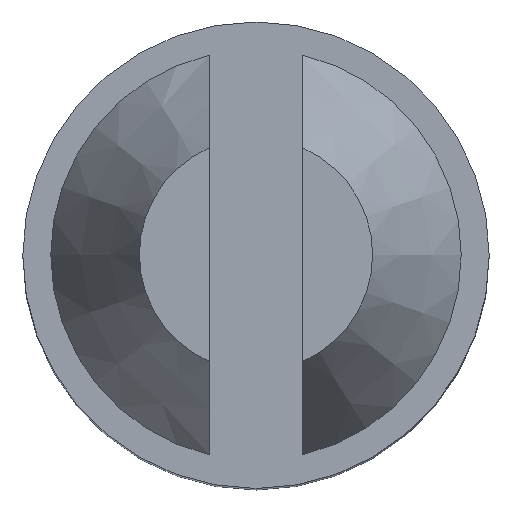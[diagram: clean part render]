
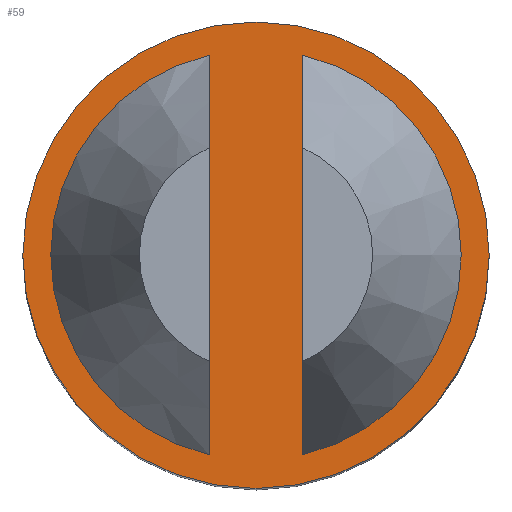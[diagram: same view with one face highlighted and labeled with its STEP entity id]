
A CAD part, top view. The second image highlights one B-rep face of the part: STEP entity #59.
In plain terms, the highlighted planar face has unit normal (0, 0, 1).
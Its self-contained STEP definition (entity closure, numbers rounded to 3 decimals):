
#59 = ADVANCED_FACE( '', ( #126, #127, #128 ), #129, .F. );
#126 = FACE_BOUND( '', #201, .T. );
#127 = FACE_BOUND( '', #202, .T. );
#128 = FACE_OUTER_BOUND( '', #203, .T. );
#129 = PLANE( '', #204 );
#201 = EDGE_LOOP( '', ( #306, #307 ) );
#202 = EDGE_LOOP( '', ( #308, #309 ) );
#203 = EDGE_LOOP( '', ( #310 ) );
#204 = AXIS2_PLACEMENT_3D( '', #311, #312, #313 );
#306 = ORIENTED_EDGE( '', *, *, #438, .T. );
#307 = ORIENTED_EDGE( '', *, *, #434, .T. );
#308 = ORIENTED_EDGE( '', *, *, #449, .T. );
#309 = ORIENTED_EDGE( '', *, *, #450, .F. );
#310 = ORIENTED_EDGE( '', *, *, #424, .F. );
#311 = CARTESIAN_POINT( '', ( -2., 0., 4.75 ) );
#312 = DIRECTION( '', ( 0., 0., -1. ) );
#313 = DIRECTION( '', ( -1., 0., 0. ) );
#424 = EDGE_CURVE( '', #492, #492, #493, .T. );
#434 = EDGE_CURVE( '', #505, #509, #511, .T. );
#438 = EDGE_CURVE( '', #509, #505, #516, .T. );
#449 = EDGE_CURVE( '', #530, #531, #532, .T. );
#450 = EDGE_CURVE( '', #530, #531, #533, .T. );
#492 = VERTEX_POINT( '', #588 );
#493 = CIRCLE( '', #589, 2.5 );
#505 = VERTEX_POINT( '', #607 );
#509 = VERTEX_POINT( '', #612 );
#511 = CIRCLE( '', #615, 2. );
#516 = LINE( '', #624, #625 );
#530 = VERTEX_POINT( '', #657 );
#531 = VERTEX_POINT( '', #658 );
#532 = CIRCLE( '', #659, 2. );
#533 = LINE( '', #660, #661 );
#588 = CARTESIAN_POINT( '', ( -2.5, 0., 4.75 ) );
#589 = AXIS2_PLACEMENT_3D( '', #745, #746, #747 );
#607 = CARTESIAN_POINT( '', ( 0.5, 1.936, 4.75 ) );
#612 = CARTESIAN_POINT( '', ( 0.5, -1.936, 4.75 ) );
#615 = AXIS2_PLACEMENT_3D( '', #759, #760, #761 );
#624 = CARTESIAN_POINT( '', ( 0.5, -2.5, 4.75 ) );
#625 = VECTOR( '', #763, 1000. );
#657 = CARTESIAN_POINT( '', ( -0.5, -1.936, 4.75 ) );
#658 = CARTESIAN_POINT( '', ( -0.5, 1.936, 4.75 ) );
#659 = AXIS2_PLACEMENT_3D( '', #770, #771, #772 );
#660 = CARTESIAN_POINT( '', ( -0.5, -2.5, 4.75 ) );
#661 = VECTOR( '', #773, 1000. );
#745 = CARTESIAN_POINT( '', ( 0., 0., 4.75 ) );
#746 = DIRECTION( '', ( 0., 0., -1. ) );
#747 = DIRECTION( '', ( -1., 0., 0. ) );
#759 = CARTESIAN_POINT( '', ( 0., 0., 4.75 ) );
#760 = DIRECTION( '', ( 0., 0., -1. ) );
#761 = DIRECTION( '', ( -1., 0., 0. ) );
#763 = DIRECTION( '', ( 0., 1., 0. ) );
#770 = CARTESIAN_POINT( '', ( 0., 0., 4.75 ) );
#771 = DIRECTION( '', ( 0., 0., -1. ) );
#772 = DIRECTION( '', ( -1., 0., 0. ) );
#773 = DIRECTION( '', ( 0., 1., 0. ) );
